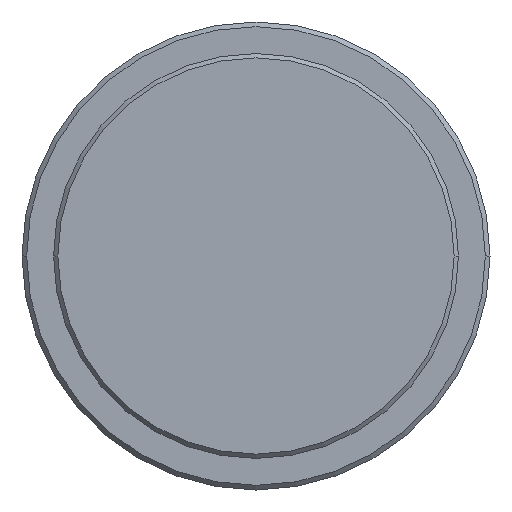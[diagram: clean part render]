
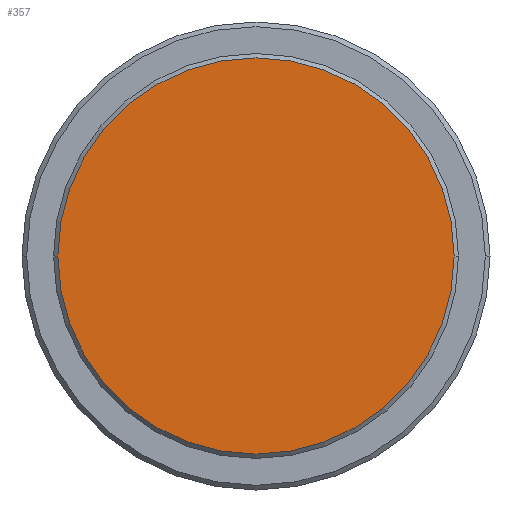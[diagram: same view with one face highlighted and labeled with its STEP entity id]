
A CAD part, front view. The second image highlights one B-rep face of the part: STEP entity #357.
In plain terms, the highlighted planar face has unit normal (0, -1, 0).
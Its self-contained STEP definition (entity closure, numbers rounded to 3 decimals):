
#17 = AXIS2_PLACEMENT_3D ( 'NONE', #602, #85, #520 ) ;
#65 = AXIS2_PLACEMENT_3D ( 'NONE', #1026, #843, #173 ) ;
#85 = DIRECTION ( 'NONE',  ( 0., -1., 0. ) ) ;
#173 = DIRECTION ( 'NONE',  ( 1., 0., 0. ) ) ;
#201 = ORIENTED_EDGE ( 'NONE', *, *, #921, .T. ) ;
#278 = DIRECTION ( 'NONE',  ( 1., 0., 0. ) ) ;
#279 = CIRCLE ( 'NONE', #902, 8.467 ) ;
#298 = CIRCLE ( 'NONE', #17, 8.467 ) ;
#357 = ADVANCED_FACE ( 'NONE', ( #1092 ), #1032, .T. ) ;
#456 = VERTEX_POINT ( 'NONE', #789 ) ;
#520 = DIRECTION ( 'NONE',  ( 1., 0., 0. ) ) ;
#535 = EDGE_LOOP ( 'NONE', ( #201, #872 ) ) ;
#602 = CARTESIAN_POINT ( 'NONE',  ( 0., -5.123, 0. ) ) ;
#695 = CARTESIAN_POINT ( 'NONE',  ( 0., -5.123, 0. ) ) ;
#702 = DIRECTION ( 'NONE',  ( 0., -1., 0. ) ) ;
#787 = EDGE_CURVE ( 'NONE', #977, #456, #298, .T. ) ;
#789 = CARTESIAN_POINT ( 'NONE',  ( -8.467, -5.123, 0. ) ) ;
#843 = DIRECTION ( 'NONE',  ( 0., -1., 0. ) ) ;
#872 = ORIENTED_EDGE ( 'NONE', *, *, #787, .T. ) ;
#902 = AXIS2_PLACEMENT_3D ( 'NONE', #695, #702, #278 ) ;
#921 = EDGE_CURVE ( 'NONE', #456, #977, #279, .T. ) ;
#977 = VERTEX_POINT ( 'NONE', #1066 ) ;
#1026 = CARTESIAN_POINT ( 'NONE',  ( 0., -5.123, 0. ) ) ;
#1032 = PLANE ( 'NONE',  #65 ) ;
#1066 = CARTESIAN_POINT ( 'NONE',  ( 8.467, -5.123, 0. ) ) ;
#1092 = FACE_OUTER_BOUND ( 'NONE', #535, .T. ) ;
